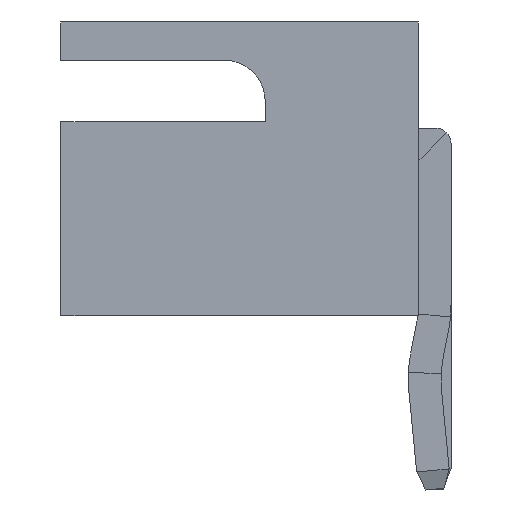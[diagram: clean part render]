
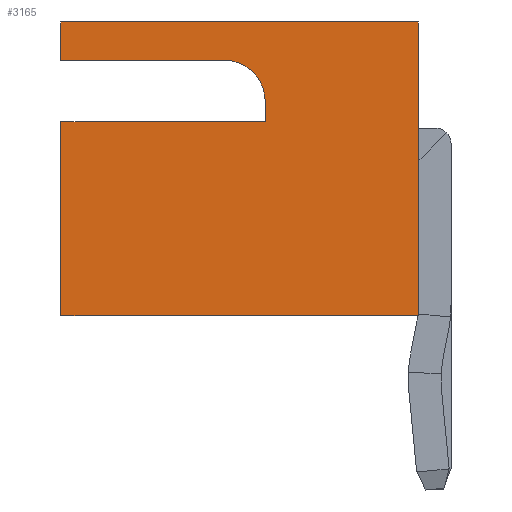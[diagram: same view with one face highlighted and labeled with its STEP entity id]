
A CAD part, left-side view. The second image highlights one B-rep face of the part: STEP entity #3165.
In plain terms, the highlighted planar face has unit normal (-1, 0, 0).
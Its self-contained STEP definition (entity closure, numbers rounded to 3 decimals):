
#12 = VERTEX_POINT ( 'NONE', #2904 ) ;
#26 = CARTESIAN_POINT ( 'NONE',  ( -13.75, 0., 2.875 ) ) ;
#76 = VERTEX_POINT ( 'NONE', #4834 ) ;
#178 = VERTEX_POINT ( 'NONE', #962 ) ;
#294 = VERTEX_POINT ( 'NONE', #5117 ) ;
#374 = ORIENTED_EDGE ( 'NONE', *, *, #6946, .F. ) ;
#395 = EDGE_CURVE ( 'NONE', #12, #76, #6194, .T. ) ;
#510 = CARTESIAN_POINT ( 'NONE',  ( -13.75, 3., 0.925 ) ) ;
#775 = CARTESIAN_POINT ( 'NONE',  ( -13.75, 7., -2.875 ) ) ;
#917 = VERTEX_POINT ( 'NONE', #6328 ) ;
#962 = CARTESIAN_POINT ( 'NONE',  ( -13.75, 7., 2.875 ) ) ;
#1049 = VERTEX_POINT ( 'NONE', #26 ) ;
#1063 = CARTESIAN_POINT ( 'NONE',  ( -13.75, 7., -2.875 ) ) ;
#1073 = LINE ( 'NONE', #4350, #5340 ) ;
#1136 = LINE ( 'NONE', #1661, #5308 ) ;
#1222 = EDGE_CURVE ( 'NONE', #294, #178, #5158, .T. ) ;
#1388 = VECTOR ( 'NONE', #2322, 1000. ) ;
#1564 = VECTOR ( 'NONE', #3895, 1000. ) ;
#1661 = CARTESIAN_POINT ( 'NONE',  ( -13.75, 0., -2.875 ) ) ;
#1669 = VECTOR ( 'NONE', #6119, 1000. ) ;
#1710 = EDGE_CURVE ( 'NONE', #917, #6620, #4110, .T. ) ;
#1723 = ORIENTED_EDGE ( 'NONE', *, *, #1222, .F. ) ;
#1820 = EDGE_LOOP ( 'NONE', ( #1723, #2994, #3218, #4045, #2106, #5861, #4232, #3714, #374 ) ) ;
#1897 = AXIS2_PLACEMENT_3D ( 'NONE', #1063, #2694, #3199 ) ;
#1963 = DIRECTION ( 'NONE',  ( 0., -1., 0. ) ) ;
#2106 = ORIENTED_EDGE ( 'NONE', *, *, #7004, .T. ) ;
#2263 = CARTESIAN_POINT ( 'NONE',  ( -13.75, 7., 2.875 ) ) ;
#2322 = DIRECTION ( 'NONE',  ( 0., 0., 1. ) ) ;
#2343 = DIRECTION ( 'NONE',  ( 1., 0., 0. ) ) ;
#2650 = DIRECTION ( 'NONE',  ( 0., 0., -1. ) ) ;
#2694 = DIRECTION ( 'NONE',  ( 1., 0., 0. ) ) ;
#2795 = PLANE ( 'NONE',  #1897 ) ;
#2862 = LINE ( 'NONE', #4398, #1669 ) ;
#2904 = CARTESIAN_POINT ( 'NONE',  ( -13.75, 7., -2.875 ) ) ;
#2994 = ORIENTED_EDGE ( 'NONE', *, *, #6475, .T. ) ;
#3122 = EDGE_CURVE ( 'NONE', #76, #1049, #1136, .T. ) ;
#3165 = ADVANCED_FACE ( 'NONE', ( #3342 ), #2795, .F. ) ;
#3199 = DIRECTION ( 'NONE',  ( 0., 0., -1. ) ) ;
#3218 = ORIENTED_EDGE ( 'NONE', *, *, #3277, .T. ) ;
#3232 = DIRECTION ( 'NONE',  ( 0., 0., 1. ) ) ;
#3277 = EDGE_CURVE ( 'NONE', #5645, #917, #5549, .T. ) ;
#3342 = FACE_OUTER_BOUND ( 'NONE', #1820, .T. ) ;
#3514 = DIRECTION ( 'NONE',  ( 0., 0., -1. ) ) ;
#3714 = ORIENTED_EDGE ( 'NONE', *, *, #3122, .T. ) ;
#3895 = DIRECTION ( 'NONE',  ( 0., -1., 0. ) ) ;
#4045 = ORIENTED_EDGE ( 'NONE', *, *, #1710, .T. ) ;
#4110 = LINE ( 'NONE', #6871, #5314 ) ;
#4232 = ORIENTED_EDGE ( 'NONE', *, *, #395, .T. ) ;
#4350 = CARTESIAN_POINT ( 'NONE',  ( -13.75, 7., -2.875 ) ) ;
#4355 = EDGE_CURVE ( 'NONE', #12, #6806, #1073, .T. ) ;
#4398 = CARTESIAN_POINT ( 'NONE',  ( -13.75, 7., 0.925 ) ) ;
#4458 = CARTESIAN_POINT ( 'NONE',  ( -13.75, 7., -2.875 ) ) ;
#4703 = CARTESIAN_POINT ( 'NONE',  ( -13.75, 7., 2.125 ) ) ;
#4834 = CARTESIAN_POINT ( 'NONE',  ( -13.75, 0., -2.875 ) ) ;
#5117 = CARTESIAN_POINT ( 'NONE',  ( -13.75, 7., 2.125 ) ) ;
#5154 = CARTESIAN_POINT ( 'NONE',  ( -13.75, 3.8, 2.125 ) ) ;
#5158 = LINE ( 'NONE', #4458, #1388 ) ;
#5308 = VECTOR ( 'NONE', #3232, 1000. ) ;
#5314 = VECTOR ( 'NONE', #2650, 1000. ) ;
#5340 = VECTOR ( 'NONE', #6528, 1000. ) ;
#5549 = CIRCLE ( 'NONE', #6923, 0.8 ) ;
#5555 = CARTESIAN_POINT ( 'NONE',  ( -13.75, 3.8, 1.325 ) ) ;
#5641 = LINE ( 'NONE', #4703, #6342 ) ;
#5645 = VERTEX_POINT ( 'NONE', #5154 ) ;
#5861 = ORIENTED_EDGE ( 'NONE', *, *, #4355, .F. ) ;
#6119 = DIRECTION ( 'NONE',  ( 0., 1., 0. ) ) ;
#6194 = LINE ( 'NONE', #775, #6741 ) ;
#6328 = CARTESIAN_POINT ( 'NONE',  ( -13.75, 3., 1.325 ) ) ;
#6342 = VECTOR ( 'NONE', #1963, 1000. ) ;
#6475 = EDGE_CURVE ( 'NONE', #294, #5645, #5641, .T. ) ;
#6508 = LINE ( 'NONE', #2263, #1564 ) ;
#6528 = DIRECTION ( 'NONE',  ( 0., 0., 1. ) ) ;
#6620 = VERTEX_POINT ( 'NONE', #510 ) ;
#6741 = VECTOR ( 'NONE', #6761, 1000. ) ;
#6761 = DIRECTION ( 'NONE',  ( 0., -1., 0. ) ) ;
#6806 = VERTEX_POINT ( 'NONE', #6952 ) ;
#6871 = CARTESIAN_POINT ( 'NONE',  ( -13.75, 3., 1.325 ) ) ;
#6923 = AXIS2_PLACEMENT_3D ( 'NONE', #5555, #2343, #3514 ) ;
#6946 = EDGE_CURVE ( 'NONE', #178, #1049, #6508, .T. ) ;
#6952 = CARTESIAN_POINT ( 'NONE',  ( -13.75, 7., 0.925 ) ) ;
#7004 = EDGE_CURVE ( 'NONE', #6620, #6806, #2862, .T. ) ;
